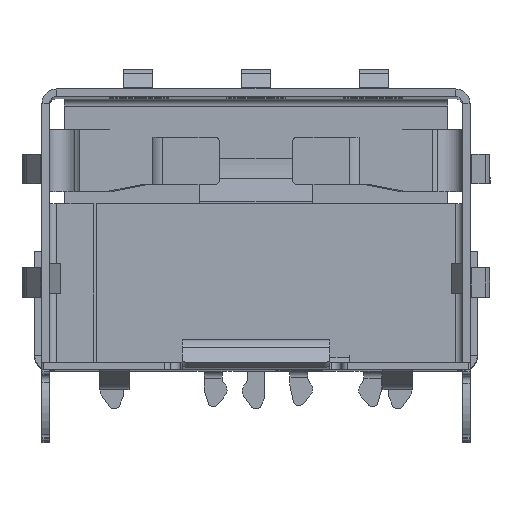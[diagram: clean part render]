
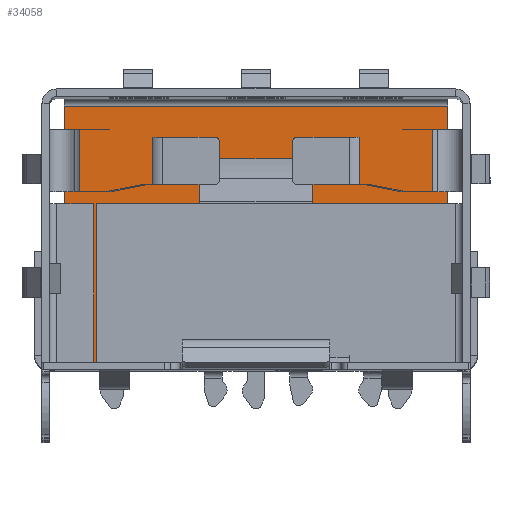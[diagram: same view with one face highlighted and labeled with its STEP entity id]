
A CAD part, top view. The second image highlights one B-rep face of the part: STEP entity #34058.
In plain terms, the highlighted planar face has unit normal (0, 0, 1).
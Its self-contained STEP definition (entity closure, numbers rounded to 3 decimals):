
#94=FACE_BOUND('',#4133,.T.);
#915=PLANE('',#38718);
#2988=FACE_OUTER_BOUND('',#4132,.T.);
#4132=EDGE_LOOP('',(#30718,#30719,#30720,#30721));
#4133=EDGE_LOOP('',(#30722,#30723,#30724,#30725));
#9072=LINE('',#61786,#12969);
#9073=LINE('',#61788,#12970);
#9074=LINE('',#61790,#12971);
#9075=LINE('',#61791,#12972);
#9076=LINE('',#61794,#12973);
#9077=LINE('',#61796,#12974);
#9078=LINE('',#61798,#12975);
#9079=LINE('',#61799,#12976);
#12969=VECTOR('',#46565,8.95);
#12970=VECTOR('',#46566,13.);
#12971=VECTOR('',#46567,8.95);
#12972=VECTOR('',#46568,13.);
#12973=VECTOR('',#46569,3.8);
#12974=VECTOR('',#46570,1.502);
#12975=VECTOR('',#46571,3.8);
#12976=VECTOR('',#46572,1.502);
#18382=VERTEX_POINT('',#61784);
#18383=VERTEX_POINT('',#61785);
#18384=VERTEX_POINT('',#61787);
#18385=VERTEX_POINT('',#61789);
#18386=VERTEX_POINT('',#61792);
#18387=VERTEX_POINT('',#61793);
#18388=VERTEX_POINT('',#61795);
#18389=VERTEX_POINT('',#61797);
#24550=EDGE_CURVE('',#18382,#18383,#9072,.T.);
#24551=EDGE_CURVE('',#18383,#18384,#9073,.T.);
#24552=EDGE_CURVE('',#18384,#18385,#9074,.T.);
#24553=EDGE_CURVE('',#18385,#18382,#9075,.T.);
#24554=EDGE_CURVE('',#18386,#18387,#9076,.T.);
#24555=EDGE_CURVE('',#18387,#18388,#9077,.T.);
#24556=EDGE_CURVE('',#18388,#18389,#9078,.T.);
#24557=EDGE_CURVE('',#18389,#18386,#9079,.T.);
#30718=ORIENTED_EDGE('',*,*,#24550,.T.);
#30719=ORIENTED_EDGE('',*,*,#24551,.T.);
#30720=ORIENTED_EDGE('',*,*,#24552,.T.);
#30721=ORIENTED_EDGE('',*,*,#24553,.T.);
#30722=ORIENTED_EDGE('',*,*,#24554,.T.);
#30723=ORIENTED_EDGE('',*,*,#24555,.T.);
#30724=ORIENTED_EDGE('',*,*,#24556,.T.);
#30725=ORIENTED_EDGE('',*,*,#24557,.T.);
#34058=ADVANCED_FACE('',(#2988,#94),#915,.T.);
#38718=AXIS2_PLACEMENT_3D('',#61783,#46563,#46564);
#46563=DIRECTION('center_axis',(0.,0.,1.));
#46564=DIRECTION('ref_axis',(1.,0.,0.));
#46565=DIRECTION('',(0.,1.,0.));
#46566=DIRECTION('',(-1.,0.,0.));
#46567=DIRECTION('',(0.,-1.,0.));
#46568=DIRECTION('',(1.,0.,0.));
#46569=DIRECTION('',(1.,0.,0.));
#46570=DIRECTION('',(0.,-1.,0.));
#46571=DIRECTION('',(-1.,0.,0.));
#46572=DIRECTION('',(0.,1.,0.));
#61783=CARTESIAN_POINT('Origin',(-6.5,6.195,-41.725));
#61784=CARTESIAN_POINT('',(6.5,1.72,-41.725));
#61785=CARTESIAN_POINT('',(6.5,10.67,-41.725));
#61786=CARTESIAN_POINT('',(6.5,1.72,-41.725));
#61787=CARTESIAN_POINT('',(-6.5,10.67,-41.725));
#61788=CARTESIAN_POINT('',(6.5,10.67,-41.725));
#61789=CARTESIAN_POINT('',(-6.5,1.72,-41.725));
#61790=CARTESIAN_POINT('',(-6.5,10.67,-41.725));
#61791=CARTESIAN_POINT('',(-6.5,1.72,-41.725));
#61792=CARTESIAN_POINT('',(-1.9,8.892,-41.725));
#61793=CARTESIAN_POINT('',(1.9,8.892,-41.725));
#61794=CARTESIAN_POINT('',(-1.9,8.892,-41.725));
#61795=CARTESIAN_POINT('',(1.9,7.39,-41.725));
#61796=CARTESIAN_POINT('',(1.9,8.892,-41.725));
#61797=CARTESIAN_POINT('',(-1.9,7.39,-41.725));
#61798=CARTESIAN_POINT('',(1.9,7.39,-41.725));
#61799=CARTESIAN_POINT('',(-1.9,7.39,-41.725));
